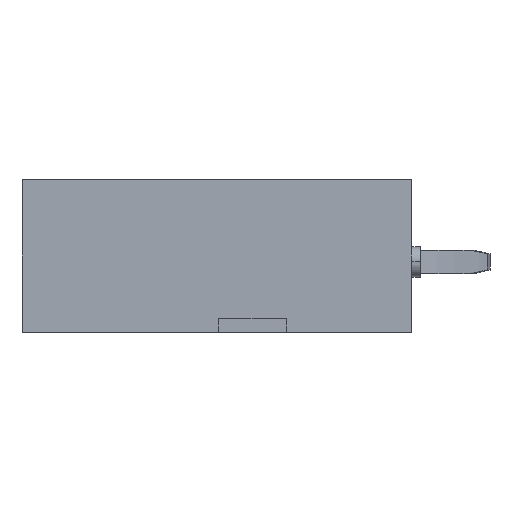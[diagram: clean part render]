
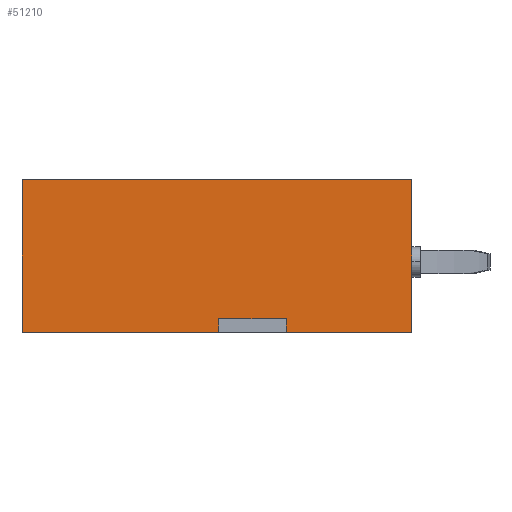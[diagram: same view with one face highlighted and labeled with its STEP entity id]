
A CAD part, left-side view. The second image highlights one B-rep face of the part: STEP entity #51210.
In plain terms, the highlighted face is planar.
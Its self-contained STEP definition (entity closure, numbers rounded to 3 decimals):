
#5990=CARTESIAN_POINT('',(-14.208,-0.519,
-4.85));
#6000=VERTEX_POINT('',#5990);
#6050=CARTESIAN_POINT('',(-14.728,0.,-4.85));
#6060=DIRECTION('',(0.707,-0.707,0.));
#6070=VECTOR('',#6060,1.);
#6080=LINE('',#6050,#6070);
#6090=CARTESIAN_POINT('',(-11.38,-3.348,
-4.85));
#6100=VERTEX_POINT('',#6090);
#6110=EDGE_CURVE('',#6000,#6100,#6080,.T.);
#10840=CARTESIAN_POINT('',(-14.208,-0.519,
-5.65));
#10850=VERTEX_POINT('',#10840);
#10900=CARTESIAN_POINT('',(-14.208,-0.519,0.));
#10910=DIRECTION('',(0.,0.,-1.));
#10920=VECTOR('',#10910,1.);
#10930=LINE('',#10900,#10920);
#10940=EDGE_CURVE('',#6000,#10850,#10930,.T.);
#26280=CARTESIAN_POINT('',(-6.147,-8.58,
-5.65));
#26290=VERTEX_POINT('',#26280);
#26320=CARTESIAN_POINT('',(-6.147,-8.58,0.));
#26330=DIRECTION('',(0.,0.,-1.));
#26340=VECTOR('',#26330,1.);
#26350=LINE('',#26320,#26340);
#26360=CARTESIAN_POINT('',(-6.147,-8.58,
3.35));
#26370=VERTEX_POINT('',#26360);
#26380=EDGE_CURVE('',#26370,#26290,#26350,.T.);
#41440=CARTESIAN_POINT('',(-22.411,7.683,
-5.65));
#41450=VERTEX_POINT('',#41440);
#41480=CARTESIAN_POINT('',(-14.728,0.,-5.65));
#41490=DIRECTION('',(-0.707,0.707,0.));
#41500=VECTOR('',#41490,1.);
#41510=LINE('',#41480,#41500);
#41520=EDGE_CURVE('',#10850,#41450,#41510,.T.);
#41600=CARTESIAN_POINT('',(-11.38,-3.348,
-5.65));
#41610=VERTEX_POINT('',#41600);
#41640=EDGE_CURVE('',#26290,#41610,#41510,.T.);
#49300=CARTESIAN_POINT('',(-14.728,0.,3.35));
#49310=DIRECTION('',(0.707,-0.707,0.));
#49320=VECTOR('',#49310,1.);
#49330=LINE('',#49300,#49320);
#49340=CARTESIAN_POINT('',(-22.411,7.683,
3.35));
#49350=VERTEX_POINT('',#49340);
#49360=EDGE_CURVE('',#49350,#26370,#49330,.T.);
#50960=CARTESIAN_POINT('',(-20.658,5.93,
-3.558));
#50970=DIRECTION('',(-0.707,-0.707,0.));
#50980=DIRECTION('',(0.707,-0.707,0.));
#50990=AXIS2_PLACEMENT_3D('',#50960,#50970,#50980);
#51000=PLANE('',#50990);
#51010=CARTESIAN_POINT('',(-22.411,7.683,0.));
#51020=DIRECTION('',(0.,0.,1.));
#51030=VECTOR('',#51020,1.);
#51040=LINE('',#51010,#51030);
#51050=EDGE_CURVE('',#41450,#49350,#51040,.T.);
#51060=ORIENTED_EDGE('',*,*,#51050,.F.);
#51070=ORIENTED_EDGE('',*,*,#49360,.F.);
#51080=ORIENTED_EDGE('',*,*,#26380,.F.);
#51090=ORIENTED_EDGE('',*,*,#41640,.F.);
#51100=CARTESIAN_POINT('',(-11.38,-3.348,0.));
#51110=DIRECTION('',(0.,0.,1.));
#51120=VECTOR('',#51110,1.);
#51130=LINE('',#51100,#51120);
#51140=EDGE_CURVE('',#41610,#6100,#51130,.T.);
#51150=ORIENTED_EDGE('',*,*,#51140,.F.);
#51160=ORIENTED_EDGE('',*,*,#6110,.T.);
#51170=ORIENTED_EDGE('',*,*,#10940,.F.);
#51180=ORIENTED_EDGE('',*,*,#41520,.F.);
#51190=EDGE_LOOP('',(#51180,#51170,#51160,#51150,#51090,#51080,#51070,
#51060));
#51200=FACE_OUTER_BOUND('',#51190,.T.);
#51210=ADVANCED_FACE('',(#51200),#51000,.T.);
